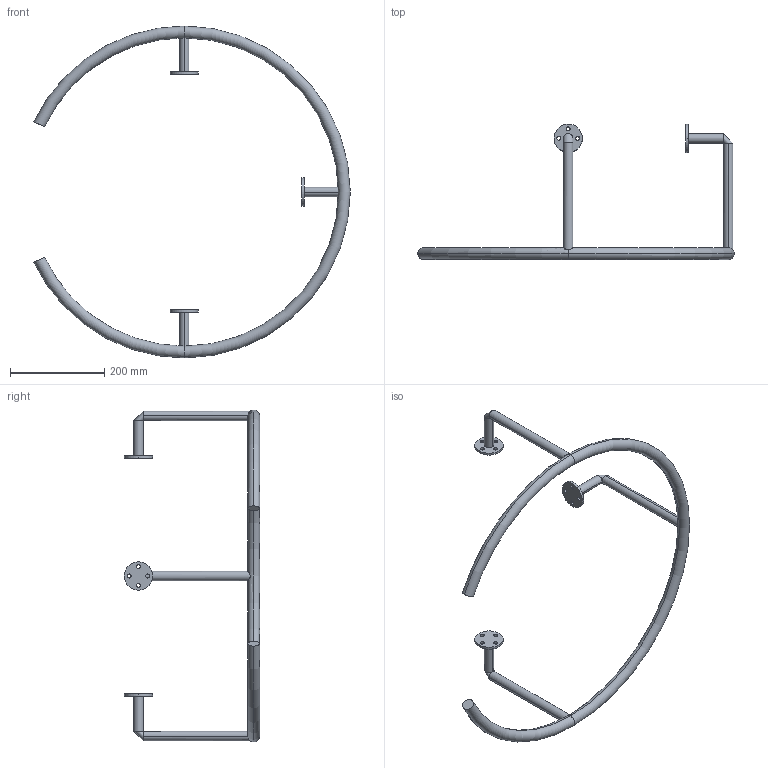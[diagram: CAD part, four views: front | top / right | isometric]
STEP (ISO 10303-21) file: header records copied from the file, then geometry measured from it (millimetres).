
FILE_DESCRIPTION (( 'STEP AP214' ), '1' );
FILE_NAME ('ring.STEP', '2018-06-28T12:42:52', ( '' ), ( '' ), 'SwSTEP 2.0', 'SolidWorks 2018', '' );
FILE_SCHEMA (( 'AUTOMOTIVE_DESIGN' ));
Length unit declared in the file: millimetre
Products named in the file (1): ring
Bounding box: 671.97 x 287.5 x 705 mm (x, y, z)
Volume: 1238211.5 mm3; surface area: 222985.7 mm2
Topology: 1 solids, 1 shells, 59 faces, 155 edges, 96 vertices
Faces by surface type: cylinder 42, torus 9, plane 8
Entity records: 2210 total; most frequent: CARTESIAN_POINT 633, DIRECTION 356, ORIENTED_EDGE 298, AXIS2_PLACEMENT_3D 157, EDGE_CURVE 149, CIRCLE 97, VERTEX_POINT 96, EDGE_LOOP 87
